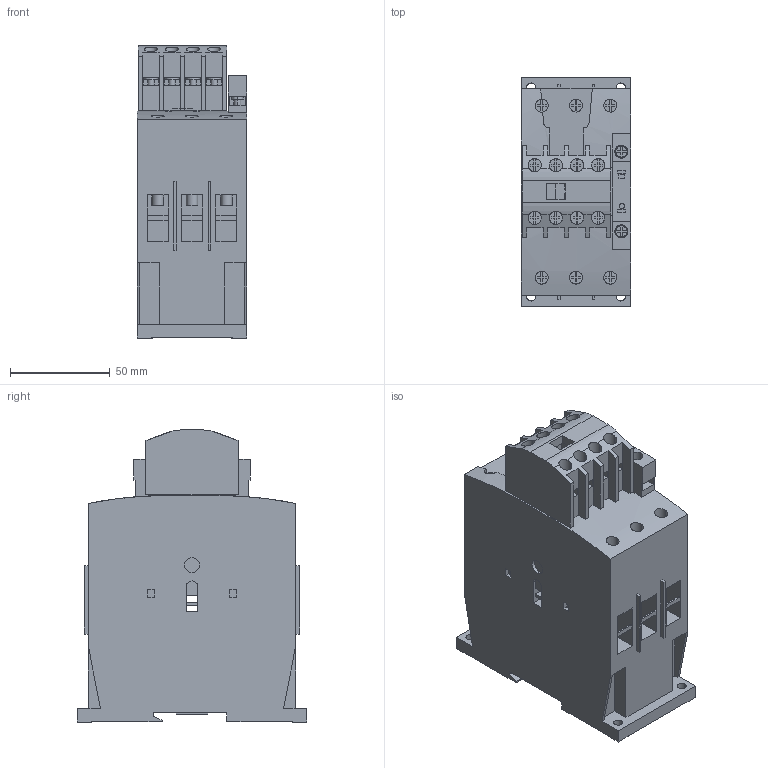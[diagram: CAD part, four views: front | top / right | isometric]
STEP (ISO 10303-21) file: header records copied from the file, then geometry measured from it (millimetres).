
FILE_DESCRIPTION( ( '' ), '1' );
FILE_NAME( 'dil_m40.stp', '2010-03-05T08:03:16', ( '' ), ( '' ), ' ', ' ', ' ' );
FILE_SCHEMA( ( 'CONFIG_CONTROL_DESIGN' ) );
Length unit declared in the file: millimetre
Products named in the file (2): 1; 2
Bounding box: 55 x 115 x 146.7 mm (x, y, z)
Volume: 639902.4 mm3; surface area: 90502.8 mm2
Topology: 2 solids, 2 shells, 839 faces, 2324 edges, 1546 vertices
Faces by surface type: plane 718, cylinder 101, cone 20
Entity records: 27299 total; most frequent: CARTESIAN_POINT 5403, ORIENTED_EDGE 4648, DIRECTION 4281, EDGE_CURVE 2324, LINE 1973, VECTOR 1973, VERTEX_POINT 1546, AXIS2_PLACEMENT_3D 1154
